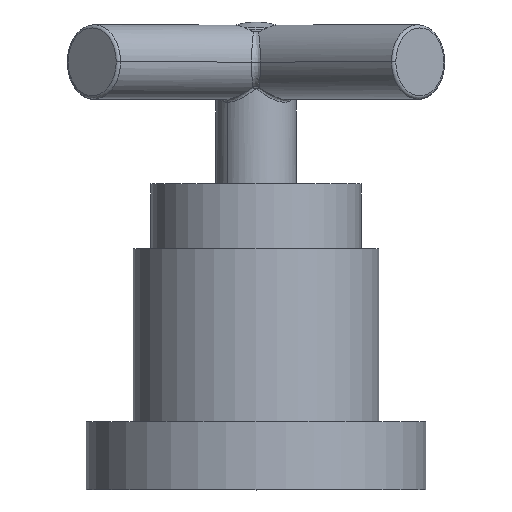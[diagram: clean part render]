
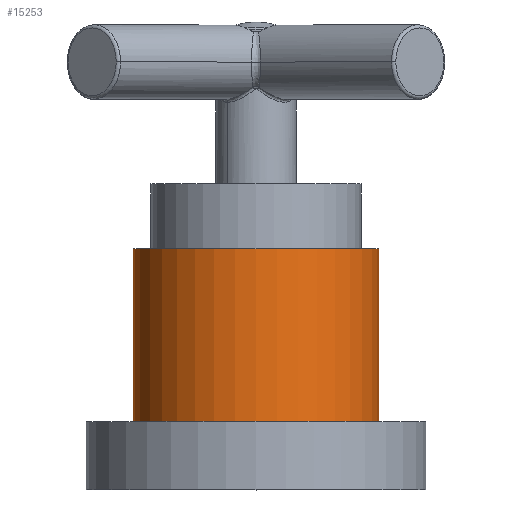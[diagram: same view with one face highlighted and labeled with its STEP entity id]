
A CAD part, top view. The second image highlights one B-rep face of the part: STEP entity #15253.
In plain terms, the highlighted cylindrical face has radius 19.9 mm (diameter 39.8 mm), a partial arc.
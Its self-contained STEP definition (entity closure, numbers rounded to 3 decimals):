
#4721=CARTESIAN_POINT('',(0.,71.,0.));
#4722=DIRECTION('',(0.,-1.,0.));
#4723=DIRECTION('',(1.,0.,0.));
#4724=AXIS2_PLACEMENT_3D('',#4721,#4722,#4723);
#4736=DIRECTION('',(0.,1.,0.));
#4737=VECTOR('',#4736,28.);
#4738=CARTESIAN_POINT('',(19.9,43.,0.));
#4739=LINE('',#4738,#4737);
#4740=DIRECTION('',(0.,1.,0.));
#4741=VECTOR('',#4740,28.);
#4742=CARTESIAN_POINT('',(-19.9,43.,0.));
#4743=LINE('',#4742,#4741);
#4754=CARTESIAN_POINT('',(0.,43.,0.));
#4755=DIRECTION('',(0.,-1.,0.));
#4756=DIRECTION('',(1.,0.,0.));
#4757=AXIS2_PLACEMENT_3D('',#4754,#4755,#4756);
#7243=CARTESIAN_POINT('',(19.9,71.,0.));
#7244=CARTESIAN_POINT('',(-19.9,71.,0.));
#7245=VERTEX_POINT('',#7243);
#7246=VERTEX_POINT('',#7244);
#7271=CARTESIAN_POINT('',(19.9,43.,0.));
#7272=CARTESIAN_POINT('',(-19.9,43.,0.));
#7273=VERTEX_POINT('',#7271);
#7274=VERTEX_POINT('',#7272);
#15242=CARTESIAN_POINT('',(0.,72.5,0.));
#15243=DIRECTION('',(0.,-1.,0.));
#15244=DIRECTION('',(-1.,0.,0.));
#15245=AXIS2_PLACEMENT_3D('',#15242,#15243,#15244);
#15246=CYLINDRICAL_SURFACE('',#15245,19.9);
#15247=ORIENTED_EDGE('',*,*,#13719,.T.);
#15248=ORIENTED_EDGE('',*,*,#13696,.T.);
#15249=ORIENTED_EDGE('',*,*,#13669,.F.);
#15250=ORIENTED_EDGE('',*,*,#13693,.F.);
#15251=EDGE_LOOP('',(#15247,#15248,#15249,#15250));
#15252=FACE_OUTER_BOUND('',#15251,.F.);
#15253=ADVANCED_FACE('',(#15252),#15246,.T.);
#4725=CIRCLE('',#4724,19.9);
#4758=CIRCLE('',#4757,19.9);
#13669=EDGE_CURVE('',#7245,#7246,#4725,.T.);
#13693=EDGE_CURVE('',#7273,#7245,#4739,.T.);
#13696=EDGE_CURVE('',#7274,#7246,#4743,.T.);
#13719=EDGE_CURVE('',#7273,#7274,#4758,.T.);
